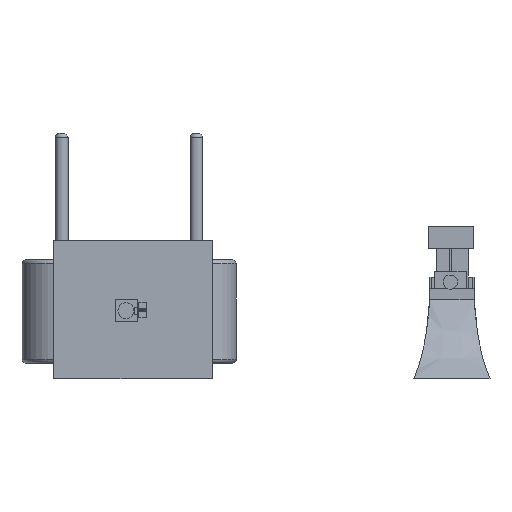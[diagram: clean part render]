
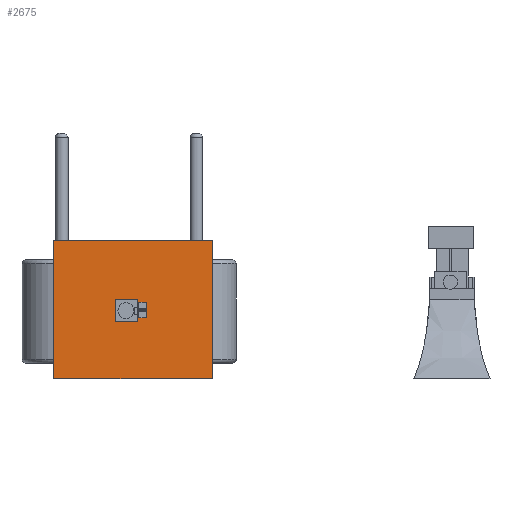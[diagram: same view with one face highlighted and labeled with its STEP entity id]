
A CAD part, front view. The second image highlights one B-rep face of the part: STEP entity #2675.
In plain terms, the highlighted planar face has unit normal (0, -1, 0).
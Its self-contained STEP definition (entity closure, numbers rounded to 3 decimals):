
#74=FACE_BOUND('',#1054,.T.);
#237=PLANE('',#2909);
#393=LINE('',#5911,#626);
#397=LINE('',#5920,#630);
#400=LINE('',#5926,#633);
#403=LINE('',#5931,#636);
#436=LINE('',#6007,#669);
#438=LINE('',#6011,#671);
#440=LINE('',#6015,#673);
#442=LINE('',#6018,#675);
#626=VECTOR('',#3356,10.);
#630=VECTOR('',#3364,10.);
#633=VECTOR('',#3369,10.);
#636=VECTOR('',#3374,10.);
#669=VECTOR('',#3441,10.);
#671=VECTOR('',#3445,10.);
#673=VECTOR('',#3449,10.);
#675=VECTOR('',#3453,10.);
#887=FACE_OUTER_BOUND('',#1053,.T.);
#1053=EDGE_LOOP('',(#2360,#2361,#2362,#2363));
#1054=EDGE_LOOP('',(#2364,#2365,#2366,#2367));
#1311=VERTEX_POINT('',#5909);
#1312=VERTEX_POINT('',#5910);
#1315=VERTEX_POINT('',#5919);
#1317=VERTEX_POINT('',#5925);
#1343=VERTEX_POINT('',#6004);
#1344=VERTEX_POINT('',#6006);
#1345=VERTEX_POINT('',#6010);
#1346=VERTEX_POINT('',#6014);
#1640=EDGE_CURVE('',#1311,#1312,#393,.T.);
#1644=EDGE_CURVE('',#1315,#1311,#397,.T.);
#1647=EDGE_CURVE('',#1312,#1317,#400,.T.);
#1650=EDGE_CURVE('',#1317,#1315,#403,.T.);
#1687=EDGE_CURVE('',#1344,#1343,#436,.T.);
#1689=EDGE_CURVE('',#1345,#1344,#438,.T.);
#1691=EDGE_CURVE('',#1346,#1345,#440,.T.);
#1693=EDGE_CURVE('',#1343,#1346,#442,.T.);
#2360=ORIENTED_EDGE('',*,*,#1693,.T.);
#2361=ORIENTED_EDGE('',*,*,#1691,.T.);
#2362=ORIENTED_EDGE('',*,*,#1689,.T.);
#2363=ORIENTED_EDGE('',*,*,#1687,.T.);
#2364=ORIENTED_EDGE('',*,*,#1644,.T.);
#2365=ORIENTED_EDGE('',*,*,#1640,.T.);
#2366=ORIENTED_EDGE('',*,*,#1647,.T.);
#2367=ORIENTED_EDGE('',*,*,#1650,.T.);
#2675=ADVANCED_FACE('',(#887,#74),#237,.T.);
#2909=AXIS2_PLACEMENT_3D('',#6019,#3454,#3455);
#3356=DIRECTION('',(0.,0.,-1.));
#3364=DIRECTION('',(1.,0.,0.));
#3369=DIRECTION('',(-1.,0.,0.));
#3374=DIRECTION('',(0.,0.,1.));
#3441=DIRECTION('',(1.,0.,0.));
#3445=DIRECTION('',(0.,0.,-1.));
#3449=DIRECTION('',(-1.,0.,0.));
#3453=DIRECTION('',(0.,0.,1.));
#3454=DIRECTION('center_axis',(0.,-1.,0.));
#3455=DIRECTION('ref_axis',(0.,0.,-1.));
#5909=CARTESIAN_POINT('',(58.5,-3.,38.5));
#5910=CARTESIAN_POINT('',(58.5,-3.,28.5));
#5911=CARTESIAN_POINT('',(58.5,-3.,31.));
#5919=CARTESIAN_POINT('',(53.5,-3.,38.5));
#5920=CARTESIAN_POINT('',(54.25,-3.,38.5));
#5925=CARTESIAN_POINT('',(53.5,-3.,28.5));
#5926=CARTESIAN_POINT('',(51.75,-3.,28.5));
#5931=CARTESIAN_POINT('',(53.5,-3.,36.));
#6004=CARTESIAN_POINT('',(100.,-3.,-10.));
#6006=CARTESIAN_POINT('',(0.,-3.,-10.));
#6007=CARTESIAN_POINT('',(100.,-3.,-10.));
#6010=CARTESIAN_POINT('',(0.,-3.,77.));
#6011=CARTESIAN_POINT('',(0.,-3.,-10.));
#6014=CARTESIAN_POINT('',(100.,-3.,77.));
#6015=CARTESIAN_POINT('',(100.,-3.,77.));
#6018=CARTESIAN_POINT('',(100.,-3.,67.));
#6019=CARTESIAN_POINT('Origin',(50.,-3.,33.5));
